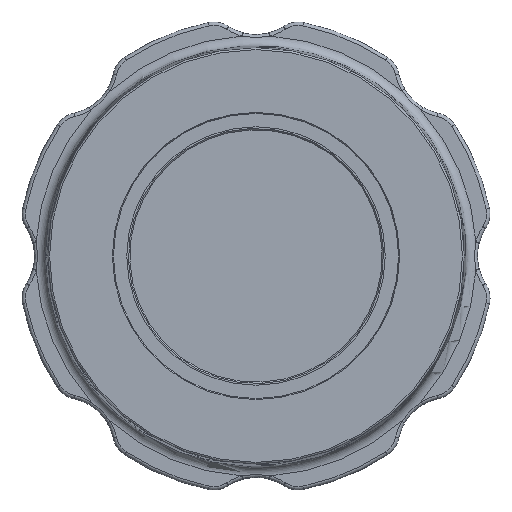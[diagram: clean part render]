
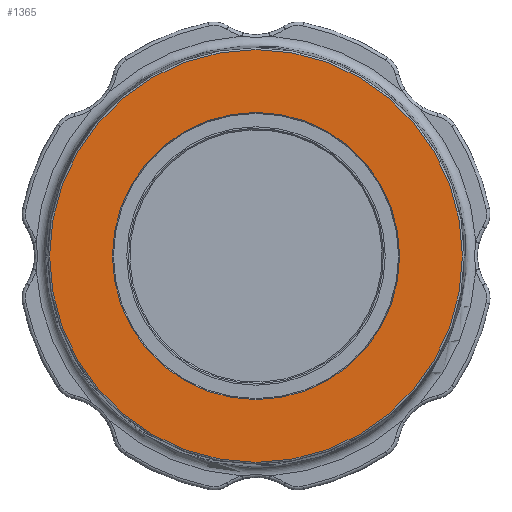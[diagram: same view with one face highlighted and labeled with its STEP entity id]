
A CAD part, left-side view. The second image highlights one B-rep face of the part: STEP entity #1365.
In plain terms, the highlighted planar face has unit normal (-1, 0, 0).
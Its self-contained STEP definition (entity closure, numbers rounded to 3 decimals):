
#1314=CARTESIAN_POINT('',(-51.0,42.789,0.));
#1315=VERTEX_POINT('',#1314);
#1316=CARTESIAN_POINT('',(-51.0,0.,0.));
#1317=DIRECTION('',(-1.0,0.0,0.0));
#1318=DIRECTION('',(0.0,1.0,0.0));
#1319=AXIS2_PLACEMENT_3D('',#1316,#1317,#1318);
#1320=CIRCLE('',#1319,42.789);
#1321=EDGE_CURVE('',#1315,#1315,#1320,.T.);
#1346=CARTESIAN_POINT('',(-51.0,52.394,0.));
#1347=DIRECTION('',(-1.0,0.0,0.0));
#1348=DIRECTION('',(0.0,0.0,1.0));
#1349=AXIS2_PLACEMENT_3D('',#1346,#1347,#1348);
#1350=PLANE('',#1349);
#1351=CARTESIAN_POINT('',(-51.0,61.509,0.));
#1352=VERTEX_POINT('',#1351);
#1353=CARTESIAN_POINT('',(-51.0,0.,0.));
#1354=DIRECTION('',(1.0,0.0,0.0));
#1355=DIRECTION('',(0.0,-1.0,0.0));
#1356=AXIS2_PLACEMENT_3D('',#1353,#1354,#1355);
#1357=CIRCLE('',#1356,61.509);
#1358=EDGE_CURVE('',#1352,#1352,#1357,.T.);
#1359=ORIENTED_EDGE('',*,*,#1358,.F.);
#1360=EDGE_LOOP('',(#1359));
#1361=FACE_OUTER_BOUND('',#1360,.T.);
#1362=ORIENTED_EDGE('',*,*,#1321,.F.);
#1363=EDGE_LOOP('',(#1362));
#1364=FACE_BOUND('',#1363,.T.);
#1365=ADVANCED_FACE('',(#1361,#1364),#1350,.T.);
